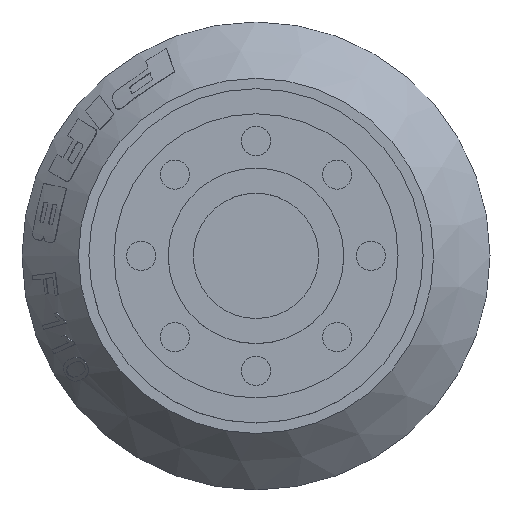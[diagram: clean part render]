
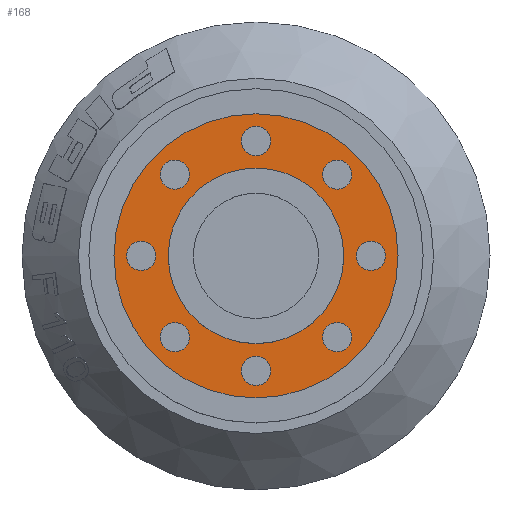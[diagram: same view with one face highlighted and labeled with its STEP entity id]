
A CAD part, top view. The second image highlights one B-rep face of the part: STEP entity #168.
In plain terms, the highlighted planar face has unit normal (0, 0, 1).
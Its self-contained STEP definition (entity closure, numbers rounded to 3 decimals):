
#168 = ADVANCED_FACE( '', ( #449, #450, #451, #452, #453, #454, #455, #456, #457, #458 ), #459, .F. );
#449 = FACE_BOUND( '', #1623, .T. );
#450 = FACE_BOUND( '', #1624, .T. );
#451 = FACE_BOUND( '', #1625, .T. );
#452 = FACE_BOUND( '', #1626, .T. );
#453 = FACE_BOUND( '', #1627, .T. );
#454 = FACE_BOUND( '', #1628, .T. );
#455 = FACE_BOUND( '', #1629, .T. );
#456 = FACE_BOUND( '', #1630, .T. );
#457 = FACE_OUTER_BOUND( '', #1631, .T. );
#458 = FACE_BOUND( '', #1632, .T. );
#459 = PLANE( '', #1633 );
#1623 = EDGE_LOOP( '', ( #2339 ) );
#1624 = EDGE_LOOP( '', ( #2340 ) );
#1625 = EDGE_LOOP( '', ( #2341 ) );
#1626 = EDGE_LOOP( '', ( #2342 ) );
#1627 = EDGE_LOOP( '', ( #2343 ) );
#1628 = EDGE_LOOP( '', ( #2344 ) );
#1629 = EDGE_LOOP( '', ( #2345 ) );
#1630 = EDGE_LOOP( '', ( #2346 ) );
#1631 = EDGE_LOOP( '', ( #2347 ) );
#1632 = EDGE_LOOP( '', ( #2348 ) );
#1633 = AXIS2_PLACEMENT_3D( '', #2349, #2350, #2351 );
#2339 = ORIENTED_EDGE( '', *, *, #2516, .T. );
#2340 = ORIENTED_EDGE( '', *, *, #2696, .T. );
#2341 = ORIENTED_EDGE( '', *, *, #2698, .T. );
#2342 = ORIENTED_EDGE( '', *, *, #2700, .T. );
#2343 = ORIENTED_EDGE( '', *, *, #2702, .T. );
#2344 = ORIENTED_EDGE( '', *, *, #2704, .T. );
#2345 = ORIENTED_EDGE( '', *, *, #2706, .T. );
#2346 = ORIENTED_EDGE( '', *, *, #2709, .T. );
#2347 = ORIENTED_EDGE( '', *, *, #2710, .F. );
#2348 = ORIENTED_EDGE( '', *, *, #2708, .T. );
#2349 = CARTESIAN_POINT( '', ( 18., 0., -6. ) );
#2350 = DIRECTION( '', ( 0., 0., -1. ) );
#2351 = DIRECTION( '', ( -1., 0., 0. ) );
#2516 = EDGE_CURVE( '', #2913, #2913, #2914, .T. );
#2696 = EDGE_CURVE( '', #3191, #3191, #3192, .T. );
#2698 = EDGE_CURVE( '', #3195, #3195, #3196, .T. );
#2700 = EDGE_CURVE( '', #3199, #3199, #3200, .T. );
#2702 = EDGE_CURVE( '', #3203, #3203, #3204, .T. );
#2704 = EDGE_CURVE( '', #3207, #3207, #3208, .T. );
#2706 = EDGE_CURVE( '', #3211, #3211, #3212, .T. );
#2708 = EDGE_CURVE( '', #3215, #3215, #3216, .T. );
#2709 = EDGE_CURVE( '', #3217, #3217, #3218, .T. );
#2710 = EDGE_CURVE( '', #3219, #3219, #3220, .T. );
#2913 = VERTEX_POINT( '', #3960 );
#2914 = CIRCLE( '', #3961, 3.5 );
#3191 = VERTEX_POINT( '', #4964 );
#3192 = CIRCLE( '', #4965, 3.5 );
#3195 = VERTEX_POINT( '', #4968 );
#3196 = CIRCLE( '', #4969, 3.5 );
#3199 = VERTEX_POINT( '', #4972 );
#3200 = CIRCLE( '', #4973, 3.5 );
#3203 = VERTEX_POINT( '', #4976 );
#3204 = CIRCLE( '', #4977, 3.5 );
#3207 = VERTEX_POINT( '', #4980 );
#3208 = CIRCLE( '', #4981, 3.5 );
#3211 = VERTEX_POINT( '', #4984 );
#3212 = CIRCLE( '', #4985, 3.5 );
#3215 = VERTEX_POINT( '', #4988 );
#3216 = CIRCLE( '', #4989, 3.5 );
#3217 = VERTEX_POINT( '', #4990 );
#3218 = CIRCLE( '', #4991, 18. );
#3219 = VERTEX_POINT( '', #4992 );
#3220 = CIRCLE( '', #4993, 37. );
#3960 = CARTESIAN_POINT( '', ( 21.92, 21.92, -6. ) );
#3961 = AXIS2_PLACEMENT_3D( '', #5023, #5024, #5025 );
#4964 = CARTESIAN_POINT( '', ( 0., 31., -6. ) );
#4965 = AXIS2_PLACEMENT_3D( '', #5029, #5030, #5031 );
#4968 = CARTESIAN_POINT( '', ( -21.92, 21.92, -6. ) );
#4969 = AXIS2_PLACEMENT_3D( '', #5035, #5036, #5037 );
#4972 = CARTESIAN_POINT( '', ( -31., 0., -6. ) );
#4973 = AXIS2_PLACEMENT_3D( '', #5041, #5042, #5043 );
#4976 = CARTESIAN_POINT( '', ( -21.92, -21.92, -6. ) );
#4977 = AXIS2_PLACEMENT_3D( '', #5047, #5048, #5049 );
#4980 = CARTESIAN_POINT( '', ( 0., -31., -6. ) );
#4981 = AXIS2_PLACEMENT_3D( '', #5053, #5054, #5055 );
#4984 = CARTESIAN_POINT( '', ( 21.92, -21.92, -6. ) );
#4985 = AXIS2_PLACEMENT_3D( '', #5059, #5060, #5061 );
#4988 = CARTESIAN_POINT( '', ( 31., 0., -6. ) );
#4989 = AXIS2_PLACEMENT_3D( '', #5065, #5066, #5067 );
#4990 = CARTESIAN_POINT( '', ( -18., 0., -6. ) );
#4991 = AXIS2_PLACEMENT_3D( '', #5068, #5069, #5070 );
#4992 = CARTESIAN_POINT( '', ( -37., 0., -6. ) );
#4993 = AXIS2_PLACEMENT_3D( '', #5071, #5072, #5073 );
#5023 = CARTESIAN_POINT( '', ( 19.445, 19.445, -6. ) );
#5024 = DIRECTION( '', ( 0., 0., -1. ) );
#5025 = DIRECTION( '', ( 0.707, 0.707, 0. ) );
#5029 = CARTESIAN_POINT( '', ( 0., 27.5, -6. ) );
#5030 = DIRECTION( '', ( 0., 0., -1. ) );
#5031 = DIRECTION( '', ( 0., 1., 0. ) );
#5035 = CARTESIAN_POINT( '', ( -19.445, 19.445, -6. ) );
#5036 = DIRECTION( '', ( 0., 0., -1. ) );
#5037 = DIRECTION( '', ( -0.707, 0.707, 0. ) );
#5041 = CARTESIAN_POINT( '', ( -27.5, 0., -6. ) );
#5042 = DIRECTION( '', ( 0., 0., -1. ) );
#5043 = DIRECTION( '', ( -1., 0., 0. ) );
#5047 = CARTESIAN_POINT( '', ( -19.445, -19.445, -6. ) );
#5048 = DIRECTION( '', ( 0., 0., -1. ) );
#5049 = DIRECTION( '', ( -0.707, -0.707, 0. ) );
#5053 = CARTESIAN_POINT( '', ( 0., -27.5, -6. ) );
#5054 = DIRECTION( '', ( 0., 0., -1. ) );
#5055 = DIRECTION( '', ( 0., -1., 0. ) );
#5059 = CARTESIAN_POINT( '', ( 19.445, -19.445, -6. ) );
#5060 = DIRECTION( '', ( 0., 0., -1. ) );
#5061 = DIRECTION( '', ( 0.707, -0.707, 0. ) );
#5065 = CARTESIAN_POINT( '', ( 27.5, 0., -6. ) );
#5066 = DIRECTION( '', ( 0., 0., -1. ) );
#5067 = DIRECTION( '', ( 1., 0., 0. ) );
#5068 = CARTESIAN_POINT( '', ( 0., 0., -6. ) );
#5069 = DIRECTION( '', ( 0., 0., -1. ) );
#5070 = DIRECTION( '', ( -1., 0., 0. ) );
#5071 = CARTESIAN_POINT( '', ( 0., 0., -6. ) );
#5072 = DIRECTION( '', ( 0., 0., -1. ) );
#5073 = DIRECTION( '', ( -1., 0., 0. ) );
